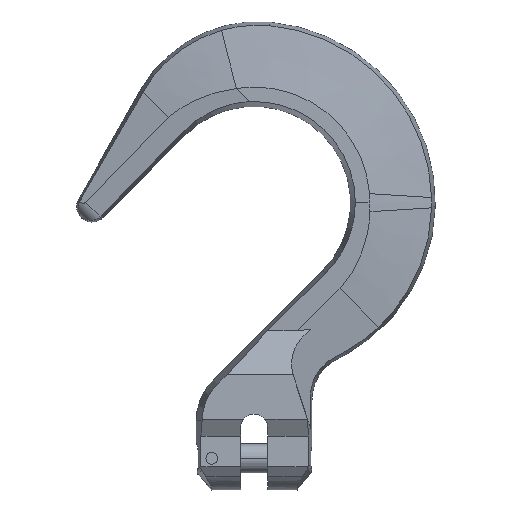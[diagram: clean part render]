
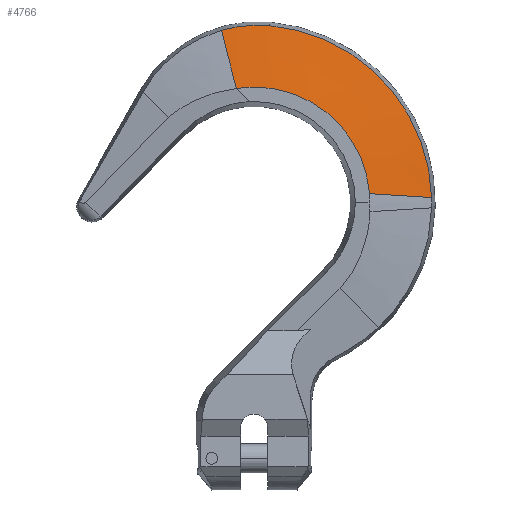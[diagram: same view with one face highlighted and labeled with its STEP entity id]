
A CAD part, front view. The second image highlights one B-rep face of the part: STEP entity #4766.
In plain terms, the highlighted conical face has half-angle 81.724 degrees and reference radius 38.068 mm.
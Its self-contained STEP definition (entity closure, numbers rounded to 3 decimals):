
#1088=CARTESIAN_POINT('',(0.,-9.,66.3));
#1089=DIRECTION('',(0.,1.,0.));
#1090=DIRECTION('',(-0.154,0.,0.988));
#1091=AXIS2_PLACEMENT_3D('',#1088,#1089,#1090);
#1105=CARTESIAN_POINT('',(-4.616,-9.,95.975));
#1106=CARTESIAN_POINT('',(-4.985,-8.752,
97.645));
#1107=CARTESIAN_POINT('',(-5.763,-8.254,
100.986));
#1108=CARTESIAN_POINT('',(-7.042,-7.505,
105.993));
#1109=CARTESIAN_POINT('',(-7.974,-7.002,
109.338));
#1110=CARTESIAN_POINT('',(-8.46,-6.749,
111.011));
#1112=CARTESIAN_POINT('',(-8.46,-6.749,
111.011));
#1113=CARTESIAN_POINT('',(-7.135,-6.73,
111.397));
#1114=CARTESIAN_POINT('',(-4.435,-6.698,
112.008));
#1115=CARTESIAN_POINT('',(-0.306,-6.668,
112.422));
#1116=CARTESIAN_POINT('',(2.462,-6.662,112.36));
#1117=CARTESIAN_POINT('',(3.837,-6.662,112.245));
#1119=CARTESIAN_POINT('',(0.,-6.664,
66.342));
#1120=DIRECTION('',(0.,1.,0.));
#1121=DIRECTION('',(0.083,0.,0.997));
#1122=AXIS2_PLACEMENT_3D('',#1119,#1120,#1121);
#1124=CARTESIAN_POINT('',(46.044,-6.668,67.665));
#1125=CARTESIAN_POINT('',(40.669,-7.448,67.854));
#1126=CARTESIAN_POINT('',(35.287,-8.231,68.08));
#1127=CARTESIAN_POINT('',(29.938,-9.,68.663));
#3356=CARTESIAN_POINT('',(-4.616,-9.,
95.975));
#3357=CARTESIAN_POINT('',(29.938,-9.,68.663));
#3358=VERTEX_POINT('',#3356);
#3359=VERTEX_POINT('',#3357);
#3360=VERTEX_POINT('',#1110);
#3361=VERTEX_POINT('',#1117);
#3362=CARTESIAN_POINT('',(46.045,-6.664,67.665));
#3363=VERTEX_POINT('',#3362);
#4753=CARTESIAN_POINT('',(0.,-7.831,66.3));
#4754=DIRECTION('',(0.,1.,0.));
#4755=DIRECTION('',(1.,0.,0.));
#4756=AXIS2_PLACEMENT_3D('',#4753,#4754,#4755);
#4757=CONICAL_SURFACE('',#4756,38.068,81.724);
#4758=ORIENTED_EDGE('',*,*,#4743,.F.);
#4759=ORIENTED_EDGE('',*,*,#4686,.T.);
#4760=ORIENTED_EDGE('',*,*,#4275,.T.);
#4761=ORIENTED_EDGE('',*,*,#4295,.T.);
#4763=ORIENTED_EDGE('',*,*,#4762,.T.);
#4764=EDGE_LOOP('',(#4758,#4759,#4760,#4761,#4763));
#4765=FACE_OUTER_BOUND('',#4764,.F.);
#4766=ADVANCED_FACE('',(#4765),#4757,.T.);
#1092=CIRCLE('',#1091,30.031);
#1111=B_SPLINE_CURVE_WITH_KNOTS('',3,(#1105,#1106,#1107,#1108,#1109,#1110),
.UNSPECIFIED.,.F.,.F.,(4,1,1,4),(0.,0.333,0.667,1.),
.UNSPECIFIED.);
#1118=B_SPLINE_CURVE_WITH_KNOTS('',3,(#1112,#1113,#1114,#1115,#1116,#1117),
.UNSPECIFIED.,.F.,.F.,(4,1,1,4),(0.,0.333,0.667,1.),
.UNSPECIFIED.);
#1123=CIRCLE('',#1122,46.063);
#1128=B_SPLINE_CURVE_WITH_KNOTS('',3,(#1124,#1125,#1126,#1127),.UNSPECIFIED.,
.F.,.F.,(4,4),(0.,1.),.UNSPECIFIED.);
#4275=EDGE_CURVE('',#3360,#3361,#1118,.T.);
#4295=EDGE_CURVE('',#3361,#3363,#1123,.T.);
#4686=EDGE_CURVE('',#3358,#3360,#1111,.T.);
#4743=EDGE_CURVE('',#3358,#3359,#1092,.T.);
#4762=EDGE_CURVE('',#3363,#3359,#1128,.T.);
